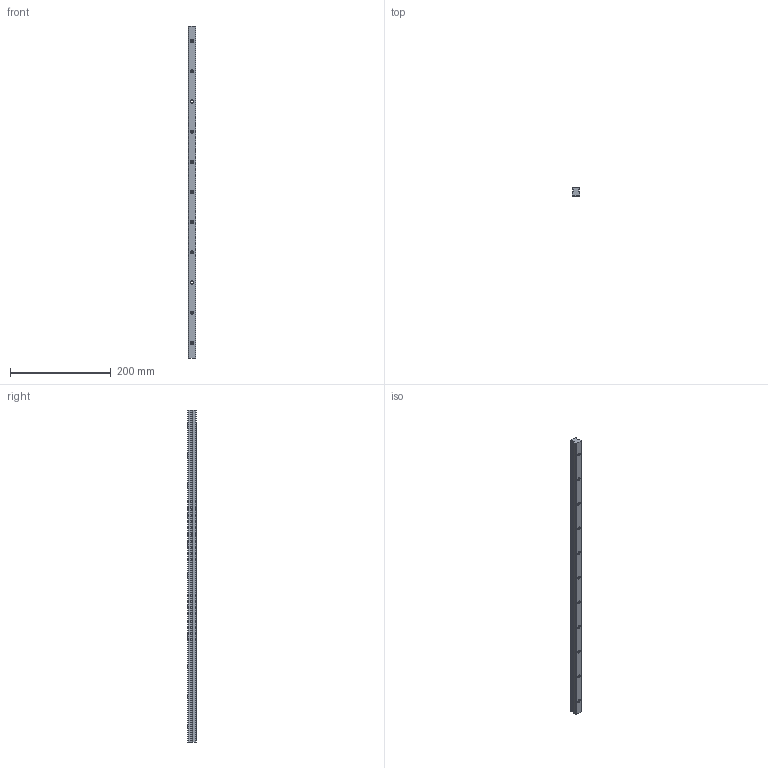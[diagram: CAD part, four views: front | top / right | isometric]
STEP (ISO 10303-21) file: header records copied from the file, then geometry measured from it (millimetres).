
FILE_DESCRIPTION (( 'STEP AP203' ), '1' );
FILE_NAME ('9215T414.step', '2011-12-01T13:43:29', ( 't2jrg' ), ( '' ), 'SwSTEP 2.0', 'SolidWorks 2009', '' );
FILE_SCHEMA (( 'CONFIG_CONTROL_DESIGN' ));
Length unit declared in the file: millimetre
Products named in the file (1): 9215T414
Bounding box: 15 x 16.5 x 660 mm (x, y, z)
Volume: 138392.1 mm3; surface area: 46667 mm2
Topology: 1 solids, 1 shells, 103 faces, 248 edges, 158 vertices
Faces by surface type: cylinder 50, plane 31, cone 22
Entity records: 3149 total; most frequent: DIRECTION 578, CARTESIAN_POINT 510, ORIENTED_EDGE 496, EDGE_CURVE 248, AXIS2_PLACEMENT_3D 226, VERTEX_POINT 158, EDGE_LOOP 136, VECTOR 126
